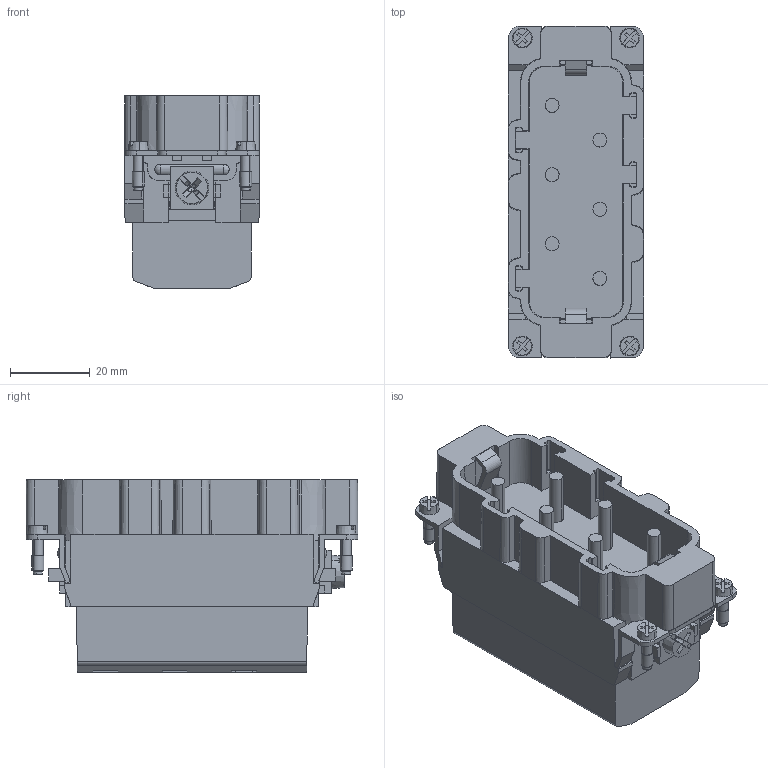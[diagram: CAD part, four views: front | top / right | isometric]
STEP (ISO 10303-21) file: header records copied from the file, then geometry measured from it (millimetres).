
FILE_DESCRIPTION(('CATIA V5 STEP Exchange','CAx-IF Rec.Pracs.--- Model Styling and Organization---1.5--- 2016-08-15','CAx-IF Rec.Pracs.---Supplemental Geometry---1.0---2011-11-01','CAx-IF Rec.Pracs.--- Composite Materials ---1.1---2010-07-15'),'2;1');
FILE_NAME ('2001675-7_0', '2025-08-25T05:45:11+00:00', ('none'), ('Weidmueller'), 'CATIA Version 5-6 Release 2024 SP4', 'CATIA V5 STEP AP214 v3', 'none');
FILE_SCHEMA(('AUTOMOTIVE_DESIGN { 1 0 10303 214 1 1 1 1 }'));
Length unit declared in the file: millimetre
Products named in the file (1): 3023960000
Bounding box: 34 x 83.5 x 48.35 mm (x, y, z)
Volume: 74629.5 mm3; surface area: 24777.1 mm2
Topology: 1 solids, 1 shells, 733 faces, 2180 edges, 1455 vertices
Faces by surface type: plane 526, cone 126, cylinder 76, sphere 4, bspline 1
Entity records: 26495 total; most frequent: CARTESIAN_POINT 8539, ORIENTED_EDGE 4356, DIRECTION 2547, EDGE_CURVE 2178, VECTOR 1519, LINE 1519, VERTEX_POINT 1455, EDGE_LOOP 767
